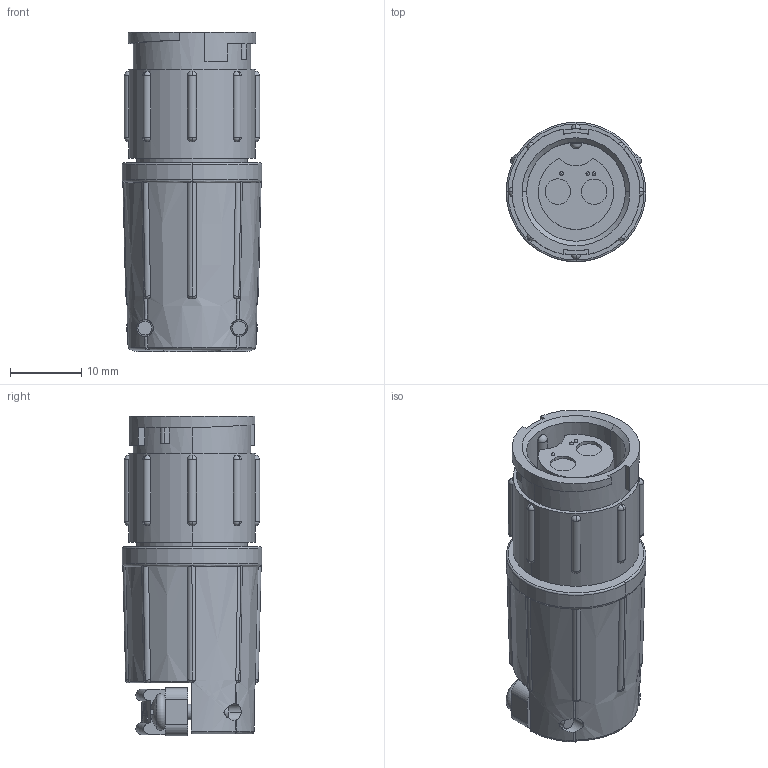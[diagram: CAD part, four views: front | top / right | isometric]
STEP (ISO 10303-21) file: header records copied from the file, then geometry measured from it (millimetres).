
FILE_DESCRIPTION (( 'STEP AP203' ), '1' );
FILE_NAME ('5180-2SG-518.STEP', '2015-08-27T19:51:26', ( '' ), ( '' ), 'SwSTEP 2.0', 'SolidWorks 2014', '' );
FILE_SCHEMA (( 'CONFIG_CONTROL_DESIGN' ));
Length unit declared in the file: inch
Products named in the file (1): 5180-2SG-518
Bounding box: 19.56 x 19.56 x 44.77 mm (x, y, z)
Volume: 9792.2 mm3; surface area: 4705.5 mm2
Topology: 2 solids, 2 shells, 352 faces, 973 edges, 613 vertices
Faces by surface type: plane 139, cylinder 93, sphere 40, torus 38, bspline 23, cone 19
Entity records: 12342 total; most frequent: CARTESIAN_POINT 3776, ORIENTED_EDGE 1860, DIRECTION 1719, EDGE_CURVE 930, AXIS2_PLACEMENT_3D 703, VERTEX_POINT 606, EDGE_LOOP 380, CIRCLE 373
